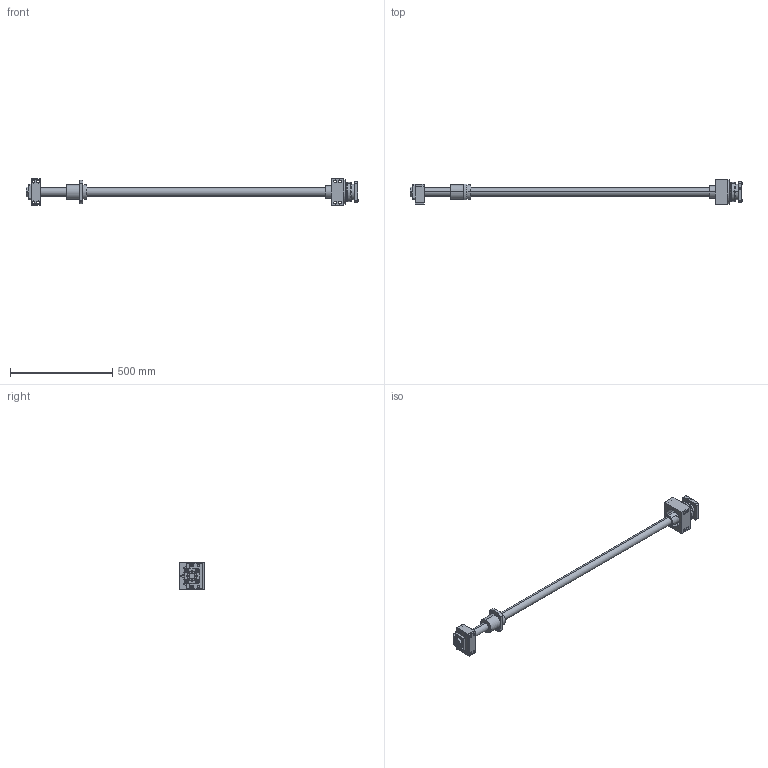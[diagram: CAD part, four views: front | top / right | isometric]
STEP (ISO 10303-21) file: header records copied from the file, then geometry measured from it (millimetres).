
FILE_DESCRIPTION (( 'STEP AP214' ), '1' );
FILE_NAME ('02THSC74040FX-1430-1250.STEP', '2023-06-05T16:42:05', ( '' ), ( '' ), 'SwSTEP 2.0', 'SolidWorks 2021', '' );
FILE_SCHEMA (( 'AUTOMOTIVE_DESIGN' ));
Length unit declared in the file: millimetre
Products named in the file (52): BK30_X_B2_X_D5_X_A6X_32; BK30_X_B2_X_D5_X_A6X_36; BK30_X_B2_X_D5_X_A6X_3; 220110416_2; BK30_X_B2_X_D5_X_A6X_17; BK30_X_B2_X_D5_X_A6X_28; 40NUT; BK30_X_B2_X_D5_X_A6X_22; COVER_SET1-AD-3_ASM_1; BK30_X_B2_X_D5_X_A6X; 4040FLOAT-AD090; BK30_X_B2_X_D5_X_A6X_20; BK30_X_B2_X_D5_X_A6X_10; BK30; SHAFT1395; BK30_X_B2_X_D5_X_A6X_21; BK30_X_B2_X_D5_X_A6X_6; BK30_X_B2_X_D5_X_A6X_9; BK30_X_B2_X_D5_X_A6X_23; BK30_X_B2_X_D5_X_A6X_14; BK30_X_B2_X_D5_X_A6X_29; BK30_X_B2_X_D5_X_A6X_31; BK30_X_B2_X_D5_X_A6X_18; BK30_X_B2_X_D5_X_A6X_7; BK30_X_B2_X_D5_X_A6X_2; ad0901-p0403300901; AD090-1_2; BK30_X_B2_X_D5_X_A6X_16; 4040BK-BOTPLATE; BK30_X_B2_X_D5_X_A6X_25; P0403300901_2; BK30_X_B2_X_D5_X_A6X_11; 4040FLOATADAPTER; BK30_X_B2_X_D5_X_A6X_15; BK30_X_B2_X_D5_X_A6X_19; BK30_X_B2_X_D5_X_A6X_27; BK30_X_B2_X_D5_X_A6X_4; 02THSC74040FX-1430-1250; 233100001_1; BK30_X_B2_X_D5_X_A6X_5 ...
Assembly tree (73 placements, depth 5):
  02THSC74040FX-1430-1250
    BK30
      BK30_X_B2_X_D5_X_A6X
      BK30_X_B2_X_D5_X_A6X_2
      BK30_X_B2_X_D5_X_A6X_3
      BK30_X_B2_X_D5_X_A6X_4
      BK30_X_B2_X_D5_X_A6X_5
      BK30_X_B2_X_D5_X_A6X_6
      BK30_X_B2_X_D5_X_A6X_7
      BK30_X_B2_X_D5_X_A6X_8
      BK30_X_B2_X_D5_X_A6X_9
      BK30_X_B2_X_D5_X_A6X_10
      BK30_X_B2_X_D5_X_A6X_11
      BK30_X_B2_X_D5_X_A6X_12
      BK30_X_B2_X_D5_X_A6X_13
      BK30_X_B2_X_D5_X_A6X_14
      BK30_X_B2_X_D5_X_A6X_15
      BK30_X_B2_X_D5_X_A6X_16
      BK30_X_B2_X_D5_X_A6X_17
      BK30_X_B2_X_D5_X_A6X_18
      BK30_X_B2_X_D5_X_A6X_19
      BK30_X_B2_X_D5_X_A6X_20
      BK30_X_B2_X_D5_X_A6X_21
      BK30_X_B2_X_D5_X_A6X_22
      BK30_X_B2_X_D5_X_A6X_23
      BK30_X_B2_X_D5_X_A6X_24
      BK30_X_B2_X_D5_X_A6X_25
      BK30_X_B2_X_D5_X_A6X_26
      BK30_X_B2_X_D5_X_A6X_27
      BK30_X_B2_X_D5_X_A6X_28
      BK30_X_B2_X_D5_X_A6X_29
      BK30_X_B2_X_D5_X_A6X_30
      BK30_X_B2_X_D5_X_A6X_31
      BK30_X_B2_X_D5_X_A6X_32
      BK30_X_B2_X_D5_X_A6X_33
      BK30_X_B2_X_D5_X_A6X_34
      BK30_X_B2_X_D5_X_A6X_35
      BK30_X_B2_X_D5_X_A6X_36
      BK30_X_B2_X_D5_X_A6X_37
    4040BK-BOTPLATE
    40NUT
    SHAFT1395
    4040FLOAT-AD090
      4040PILLOWBLOCK
      ad0901-p0403300901
        AD090-1_2
        COVER_SET1-AD-3_ASM_1
          P1303300001_1
          233100001_1  x12
          220110416_2  x12
        P0403300901_2
      4040FLOATADAPTER
Bounding box: 1624.5 x 120 x 128 mm (x, y, z)
Volume: 3111188.9 mm3; surface area: 601596.3 mm2
Topology: 66 solids, 100 shells, 1597 faces, 3833 edges, 2298 vertices
Faces by surface type: cylinder 669, plane 435, cone 273, bspline 220
Entity records: 46797 total; most frequent: CARTESIAN_POINT 17543, DIRECTION 5785, ORIENTED_EDGE 5388, EDGE_CURVE 2754, AXIS2_PLACEMENT_3D 2420, VERTEX_POINT 1788, EDGE_LOOP 1476, CIRCLE 1358
